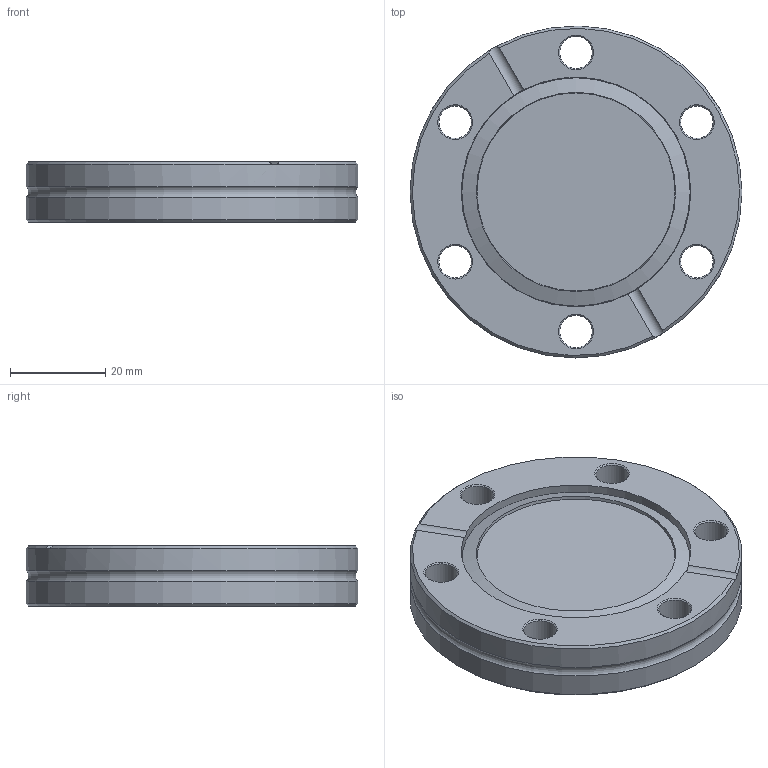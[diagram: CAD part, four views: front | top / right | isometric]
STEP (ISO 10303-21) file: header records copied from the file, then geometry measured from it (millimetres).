
FILE_DESCRIPTION (( 'STEP AP214' ), '1' );
FILE_NAME ('F35R.STEP', '2022-04-26T10:49:38', ( '' ), ( '' ), 'SwSTEP 2.0', 'SolidWorks 2022', '' );
FILE_SCHEMA (( 'AUTOMOTIVE_DESIGN' ));
Length unit declared in the file: millimetre
Products named in the file (3): F35R-02; F35R-01; F35R
Assembly tree (2 placements, depth 2):
  F35R
    F35R-01
    F35R-02
Bounding box: 69.85 x 69.85 x 12.7 mm (x, y, z)
Volume: 36460.2 mm3; surface area: 15275.3 mm2
Topology: 2 solids, 2 shells, 38 faces, 90 edges, 56 vertices
Faces by surface type: cone 17, cylinder 13, plane 6, torus 2
Full cylindrical faces by diameter (mm): 6.81 x6, 41.4 x1, 48.05 x1, 48.31 x1, 69.85 x2
Entity records: 1070 total; most frequent: CARTESIAN_POINT 205, DIRECTION 174, ORIENTED_EDGE 108, AXIS2_PLACEMENT_3D 85, EDGE_LOOP 80, EDGE_CURVE 54, FACE_OUTER_BOUND 51, VERTEX_POINT 48
